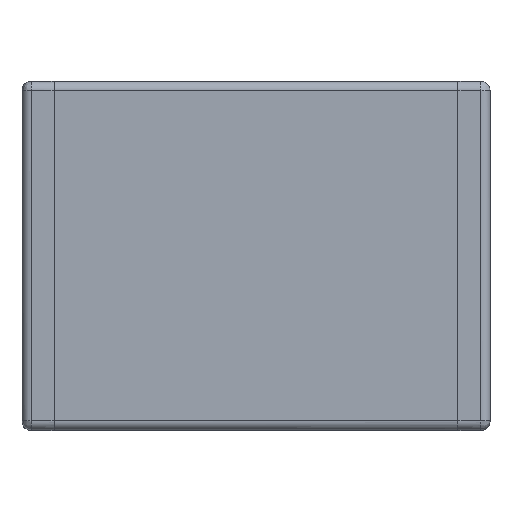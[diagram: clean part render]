
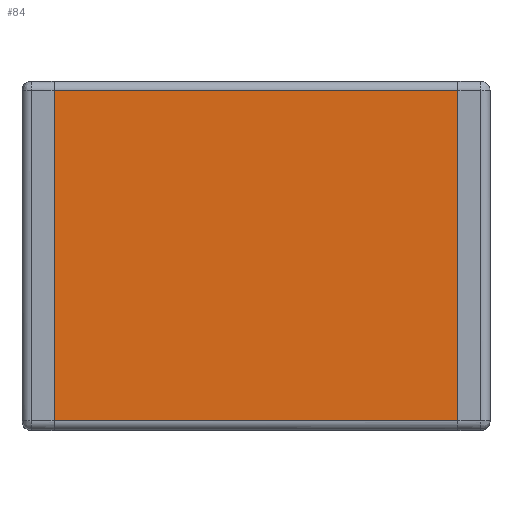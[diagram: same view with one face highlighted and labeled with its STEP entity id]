
A CAD part, top view. The second image highlights one B-rep face of the part: STEP entity #84.
In plain terms, the highlighted planar face has unit normal (0, 0, 1).
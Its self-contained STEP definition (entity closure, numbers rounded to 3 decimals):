
#84=ADVANCED_FACE('',(#130),#666,.T.);
#130=FACE_OUTER_BOUND('',#176,.T.);
#176=EDGE_LOOP('',(#344,#345,#346,#347));
#344=ORIENTED_EDGE('',*,*,#453,.F.);
#345=ORIENTED_EDGE('',*,*,#461,.F.);
#346=ORIENTED_EDGE('',*,*,#448,.F.);
#347=ORIENTED_EDGE('',*,*,#460,.F.);
#448=EDGE_CURVE('',#609,#608,#552,.T.);
#453=EDGE_CURVE('',#619,#618,#557,.T.);
#460=EDGE_CURVE('',#618,#609,#564,.T.);
#461=EDGE_CURVE('',#608,#619,#565,.T.);
#552=B_SPLINE_CURVE_WITH_KNOTS('',1,(#1172,#1173),.UNSPECIFIED.,.F.,.F.,
(2,2),(-54.839,-41.861),.UNSPECIFIED.);
#557=B_SPLINE_CURVE_WITH_KNOTS('',1,(#1182,#1183),.UNSPECIFIED.,.F.,.F.,
(2,2),(-27.239,-14.261),.UNSPECIFIED.);
#564=B_SPLINE_CURVE_WITH_KNOTS('',1,(#1196,#1197),.UNSPECIFIED.,.F.,.F.,
(2,2),(0.,8.8),.UNSPECIFIED.);
#565=B_SPLINE_CURVE_WITH_KNOTS('',1,(#1198,#1199),.UNSPECIFIED.,.F.,.F.,
(2,2),(0.,8.8),.UNSPECIFIED.);
#608=VERTEX_POINT('',#1156);
#609=VERTEX_POINT('',#1157);
#618=VERTEX_POINT('',#1166);
#619=VERTEX_POINT('',#1167);
#666=PLANE('',#720);
#720=AXIS2_PLACEMENT_3D('',#1148,#761,$);
#761=DIRECTION('',(0.,0.,1.));
#1148=CARTESIAN_POINT('',(4.4,-3.8,5.));
#1156=CARTESIAN_POINT('',(-4.4,3.6,5.));
#1157=CARTESIAN_POINT('',(-4.4,-3.6,5.));
#1166=CARTESIAN_POINT('',(4.4,-3.6,5.));
#1167=CARTESIAN_POINT('',(4.4,3.6,5.));
#1172=CARTESIAN_POINT('',(-4.4,-3.6,5.));
#1173=CARTESIAN_POINT('',(-4.4,3.6,5.));
#1182=CARTESIAN_POINT('',(4.4,3.6,5.));
#1183=CARTESIAN_POINT('',(4.4,-3.6,5.));
#1196=CARTESIAN_POINT('',(4.4,-3.6,5.));
#1197=CARTESIAN_POINT('',(-4.4,-3.6,5.));
#1198=CARTESIAN_POINT('',(-4.4,3.6,5.));
#1199=CARTESIAN_POINT('',(4.4,3.6,5.));
